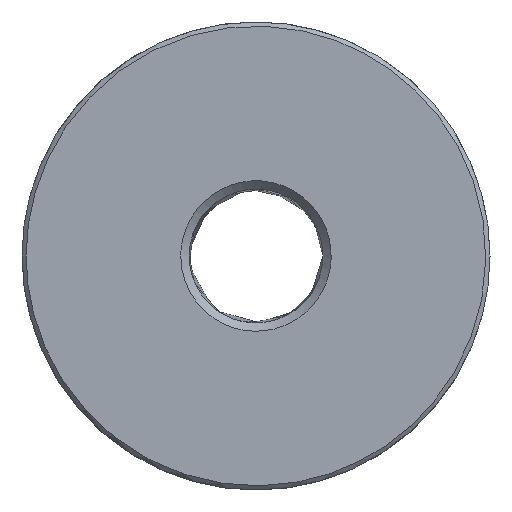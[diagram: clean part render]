
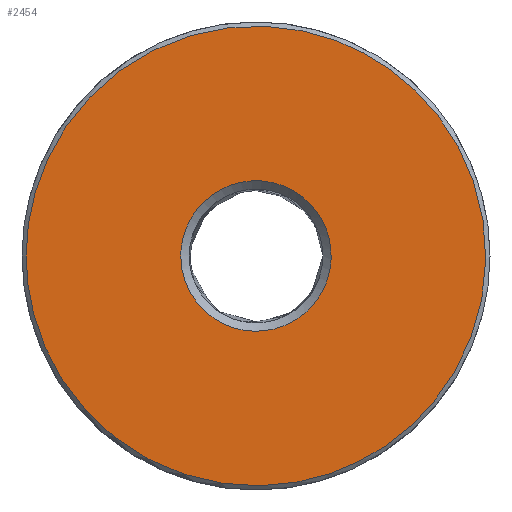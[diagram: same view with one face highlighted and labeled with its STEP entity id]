
A CAD part, left-side view. The second image highlights one B-rep face of the part: STEP entity #2454.
In plain terms, the highlighted free-form (B-spline) face has degree [1, 1] with [2, 2] control points.
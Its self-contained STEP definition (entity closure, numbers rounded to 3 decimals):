
#2419 = VERTEX_POINT('',#2420);
#2420 = CARTESIAN_POINT('',(0.,15.89,0.));
#2425 = EDGE_CURVE('',#2419,#2419,#2426,.T.);
#2426 = ( BOUNDED_CURVE() B_SPLINE_CURVE(2,(#2427,#2428,#2429,#2430,
#2431,#2432,#2433),.UNSPECIFIED.,.T.,.F.) B_SPLINE_CURVE_WITH_KNOTS((3,2
    ,2,3),(3.142,5.236,7.33,9.425),
.PIECEWISE_BEZIER_KNOTS.) CURVE() GEOMETRIC_REPRESENTATION_ITEM() 
RATIONAL_B_SPLINE_CURVE((1.,0.5,1.,0.5,1.,0.5,1.)) REPRESENTATION_ITEM(
  '') );
#2427 = CARTESIAN_POINT('',(0.,15.89,0.));
#2428 = CARTESIAN_POINT('',(0.,15.89,27.522));
#2429 = CARTESIAN_POINT('',(0.,-7.945,13.761));
#2430 = CARTESIAN_POINT('',(0.,-31.779,0.));
#2431 = CARTESIAN_POINT('',(0.,-7.945,-13.761));
#2432 = CARTESIAN_POINT('',(0.,15.89,-27.522));
#2433 = CARTESIAN_POINT('',(0.,15.89,0.));
#2454 = ADVANCED_FACE('',(#2455,#2458),#2472,.T.);
#2455 = FACE_BOUND('',#2456,.T.);
#2456 = EDGE_LOOP('',(#2457));
#2457 = ORIENTED_EDGE('',*,*,#2425,.F.);
#2458 = FACE_BOUND('',#2459,.T.);
#2459 = EDGE_LOOP('',(#2460));
#2460 = ORIENTED_EDGE('',*,*,#2461,.F.);
#2461 = EDGE_CURVE('',#2462,#2462,#2464,.T.);
#2462 = VERTEX_POINT('',#2463);
#2463 = CARTESIAN_POINT('',(0.,5.2,0.));
#2464 = ( BOUNDED_CURVE() B_SPLINE_CURVE(2,(#2465,#2466,#2467,#2468,
#2469,#2470,#2471),.UNSPECIFIED.,.T.,.F.) B_SPLINE_CURVE_WITH_KNOTS((3,2
    ,2,3),(3.142,5.236,7.33,9.425),
.PIECEWISE_BEZIER_KNOTS.) CURVE() GEOMETRIC_REPRESENTATION_ITEM() 
RATIONAL_B_SPLINE_CURVE((1.,0.5,1.,0.5,1.,0.5,1.)) REPRESENTATION_ITEM(
  '') );
#2465 = CARTESIAN_POINT('',(0.,5.2,0.));
#2466 = CARTESIAN_POINT('',(0.,5.2,-9.007));
#2467 = CARTESIAN_POINT('',(0.,-2.6,-4.504));
#2468 = CARTESIAN_POINT('',(0.,-10.4,0.));
#2469 = CARTESIAN_POINT('',(0.,-2.6,4.504));
#2470 = CARTESIAN_POINT('',(0.,5.2,9.007));
#2471 = CARTESIAN_POINT('',(0.,5.2,0.));
#2472 = B_SPLINE_SURFACE_WITH_KNOTS('',1,1,(
    (#2473,#2474)
    ,(#2475,#2476
  )),.UNSPECIFIED.,.F.,.F.,.F.,(2,2),(2,2),(-13.75,13.75),(-27.75,-0.25)
  ,.PIECEWISE_BEZIER_KNOTS.);
#2473 = CARTESIAN_POINT('',(0.,-15.89,-15.89));
#2474 = CARTESIAN_POINT('',(0.,15.89,-15.89));
#2475 = CARTESIAN_POINT('',(0.,-15.89,15.89));
#2476 = CARTESIAN_POINT('',(0.,15.89,15.89));
